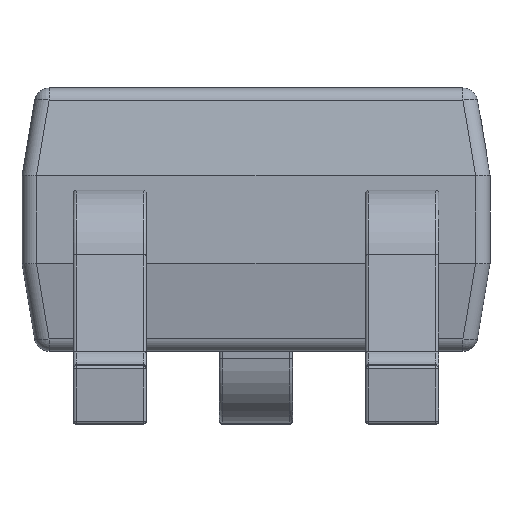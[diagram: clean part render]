
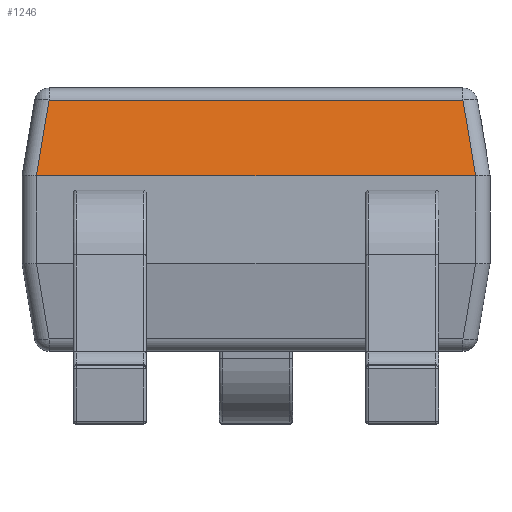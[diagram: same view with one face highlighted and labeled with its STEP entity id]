
A CAD part, left-side view. The second image highlights one B-rep face of the part: STEP entity #1246.
In plain terms, the highlighted planar face has unit normal (-0.986, 0, 0.164).
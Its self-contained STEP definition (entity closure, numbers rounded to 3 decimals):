
#654 = CARTESIAN_POINT ( 'NONE',  ( -0.4, 0.8, 0.7 ) ) ;
#1246 = ADVANCED_FACE ( 'NONE', ( #25667 ), #3495, .T. ) ;
#1358 = CARTESIAN_POINT ( 'NONE',  ( -0.357, -0.708, 0.958 ) ) ;
#1475 = LINE ( 'NONE', #4506, #28575 ) ;
#2148 = CARTESIAN_POINT ( 'NONE',  ( -0.4, 0.75, 0.7 ) ) ;
#2778 = DIRECTION ( 'NONE',  ( 0.162, 0.162, 0.973 ) ) ;
#3495 = PLANE ( 'NONE',  #16699 ) ;
#3886 = VERTEX_POINT ( 'NONE', #29802 ) ;
#4506 = CARTESIAN_POINT ( 'NONE',  ( -0.357, 0., 0.958 ) ) ;
#4670 = CARTESIAN_POINT ( 'NONE',  ( -0.4, -0.75, 0.7 ) ) ;
#5172 = CARTESIAN_POINT ( 'NONE',  ( -0.332, -0.682, 1.111 ) ) ;
#6092 = ORIENTED_EDGE ( 'NONE', *, *, #26292, .F. ) ;
#6613 = DIRECTION ( 'NONE',  ( 0., 1., 0. ) ) ;
#7232 = EDGE_CURVE ( 'NONE', #21018, #31474, #27011, .T. ) ;
#7377 = EDGE_CURVE ( 'NONE', #15021, #3886, #13232, .T. ) ;
#7431 = CARTESIAN_POINT ( 'NONE',  ( -0.4, 0.75, 0.7 ) ) ;
#7481 = ORIENTED_EDGE ( 'NONE', *, *, #7377, .T. ) ;
#8944 = CARTESIAN_POINT ( 'NONE',  ( -0.4, 0.75, 0.7 ) ) ;
#9480 = VECTOR ( 'NONE', #13208, 1000. ) ;
#10656 = CARTESIAN_POINT ( 'NONE',  ( -0.4, -0.751, 0.7 ) ) ;
#10660 = EDGE_CURVE ( 'NONE', #18191, #21018, #12092, .T. ) ;
#11980 = CARTESIAN_POINT ( 'NONE',  ( -0.4, 0.75, 0.7 ) ) ;
#12092 =( BOUNDED_CURVE ( )  B_SPLINE_CURVE ( 3, ( #20455, #15962, #23508, #10656 ),
 .UNSPECIFIED., .F., .F. ) 
 B_SPLINE_CURVE_WITH_KNOTS ( ( 4, 4 ),
 ( 0., 0.014 ),
 .UNSPECIFIED. ) 
 CURVE ( )  GEOMETRIC_REPRESENTATION_ITEM ( )  RATIONAL_B_SPLINE_CURVE ( ( 1., 1., 1., 1. ) ) 
 REPRESENTATION_ITEM ( '' )  );
#13208 = DIRECTION ( 'NONE',  ( 0., 1., 0. ) ) ;
#13232 = LINE ( 'NONE', #18034, #17374 ) ;
#13637 = ORIENTED_EDGE ( 'NONE', *, *, #10660, .T. ) ;
#13963 =( BOUNDED_CURVE ( )  B_SPLINE_CURVE ( 3, ( #26415, #2148, #7431, #11980 ),
 .UNSPECIFIED., .F., .T. ) 
 B_SPLINE_CURVE_WITH_KNOTS ( ( 4, 4 ),
 ( 6.27, 6.283 ),
 .UNSPECIFIED. ) 
 CURVE ( )  GEOMETRIC_REPRESENTATION_ITEM ( )  RATIONAL_B_SPLINE_CURVE ( ( 1., 1., 1., 1. ) ) 
 REPRESENTATION_ITEM ( '' )  );
#15021 = VERTEX_POINT ( 'NONE', #16628 ) ;
#15270 = LINE ( 'NONE', #654, #9480 ) ;
#15962 = CARTESIAN_POINT ( 'NONE',  ( -0.4, -0.75, 0.7 ) ) ;
#16628 = CARTESIAN_POINT ( 'NONE',  ( -0.357, 0.708, 0.958 ) ) ;
#16699 = AXIS2_PLACEMENT_3D ( 'NONE', #21168, #18294, #21657 ) ;
#17309 = ORIENTED_EDGE ( 'NONE', *, *, #19885, .T. ) ;
#17374 = VECTOR ( 'NONE', #28096, 1000. ) ;
#18034 = CARTESIAN_POINT ( 'NONE',  ( -0.332, 0.682, 1.111 ) ) ;
#18191 = VERTEX_POINT ( 'NONE', #4670 ) ;
#18294 = DIRECTION ( 'NONE',  ( -0.986, 0., 0.164 ) ) ;
#19230 = EDGE_CURVE ( 'NONE', #31474, #15021, #1475, .T. ) ;
#19569 = EDGE_LOOP ( 'NONE', ( #7481, #17309, #6092, #13637, #23937, #31247 ) ) ;
#19885 = EDGE_CURVE ( 'NONE', #3886, #27271, #13963, .T. ) ;
#20455 = CARTESIAN_POINT ( 'NONE',  ( -0.4, -0.75, 0.7 ) ) ;
#21018 = VERTEX_POINT ( 'NONE', #24595 ) ;
#21168 = CARTESIAN_POINT ( 'NONE',  ( -0.35, 0., 1. ) ) ;
#21657 = DIRECTION ( 'NONE',  ( 0., 1., 0. ) ) ;
#23508 = CARTESIAN_POINT ( 'NONE',  ( -0.4, -0.75, 0.7 ) ) ;
#23937 = ORIENTED_EDGE ( 'NONE', *, *, #7232, .T. ) ;
#24080 = VECTOR ( 'NONE', #2778, 1000. ) ;
#24595 = CARTESIAN_POINT ( 'NONE',  ( -0.4, -0.751, 0.7 ) ) ;
#25667 = FACE_OUTER_BOUND ( 'NONE', #19569, .T. ) ;
#26292 = EDGE_CURVE ( 'NONE', #18191, #27271, #15270, .T. ) ;
#26415 = CARTESIAN_POINT ( 'NONE',  ( -0.4, 0.751, 0.7 ) ) ;
#27011 = LINE ( 'NONE', #5172, #24080 ) ;
#27271 = VERTEX_POINT ( 'NONE', #8944 ) ;
#28096 = DIRECTION ( 'NONE',  ( -0.162, 0.162, -0.973 ) ) ;
#28575 = VECTOR ( 'NONE', #6613, 1000. ) ;
#29802 = CARTESIAN_POINT ( 'NONE',  ( -0.4, 0.751, 0.7 ) ) ;
#31247 = ORIENTED_EDGE ( 'NONE', *, *, #19230, .T. ) ;
#31474 = VERTEX_POINT ( 'NONE', #1358 ) ;
